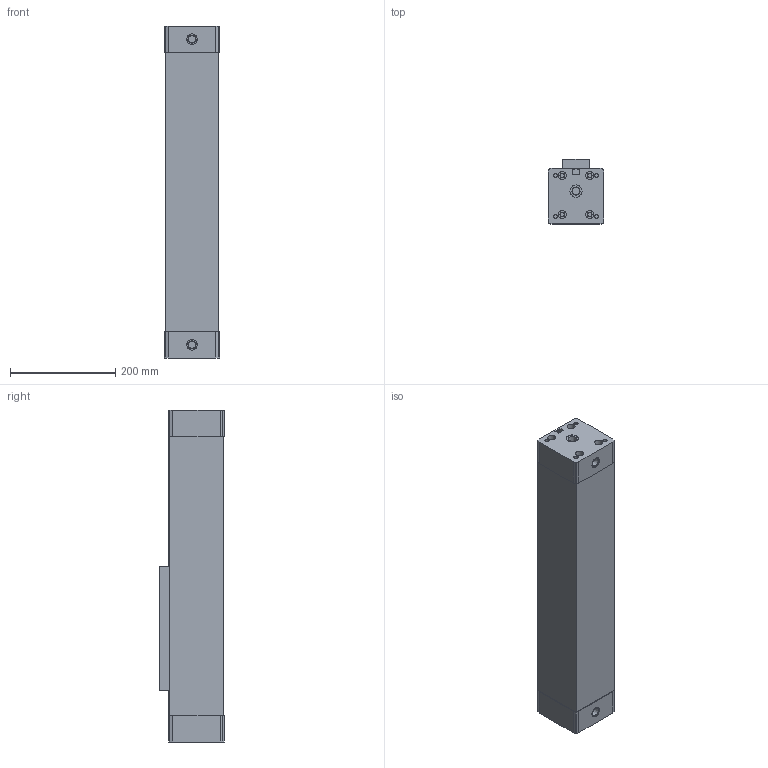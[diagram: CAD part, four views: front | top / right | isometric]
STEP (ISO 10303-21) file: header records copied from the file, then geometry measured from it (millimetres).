
FILE_DESCRIPTION( ( 'STEP AP203' ), '1' );
FILE_NAME( 'MCRPLF-90-63-0200(0).stp', '2020-06-04T11:30:48', ( 'License CC BY-ND 4.0' ), ( 'CADENAS' ), ' ', 'PARTsolutions', ' ' );
FILE_SCHEMA( ( 'CONFIG_CONTROL_DESIGN' ) );
Length unit declared in the file: millimetre
Products named in the file (3): MCRPLF-90-63-0200(0); _BodyMCRPLF-90-63-200; _RodMCRPLF-90:Standard type-63
Assembly tree (2 placements, depth 2):
  MCRPLF-90-63-0200(0)
    _BodyMCRPLF-90-63-200
    _RodMCRPLF-90:Standard type-63
Bounding box: 106 x 123 x 630 mm (x, y, z)
Volume: 6784294.3 mm3; surface area: 346170.9 mm2
Topology: 2 solids, 2 shells, 212 faces, 460 edges, 298 vertices
Faces by surface type: plane 130, cylinder 54, cone 28
Full cylindrical faces by diameter (mm): 4.917 x2, 6.647 x12, 7.647 x8, 8 x2, 10 x2, 15 x8, 20 x2, 23 x4
Entity records: 5526 total; most frequent: DIRECTION 964, CARTESIAN_POINT 905, ORIENTED_EDGE 784, EDGE_CURVE 392, AXIS2_PLACEMENT_3D 357, EDGE_LOOP 326, VERTEX_POINT 298, FACE_OUTER_BOUND 252
